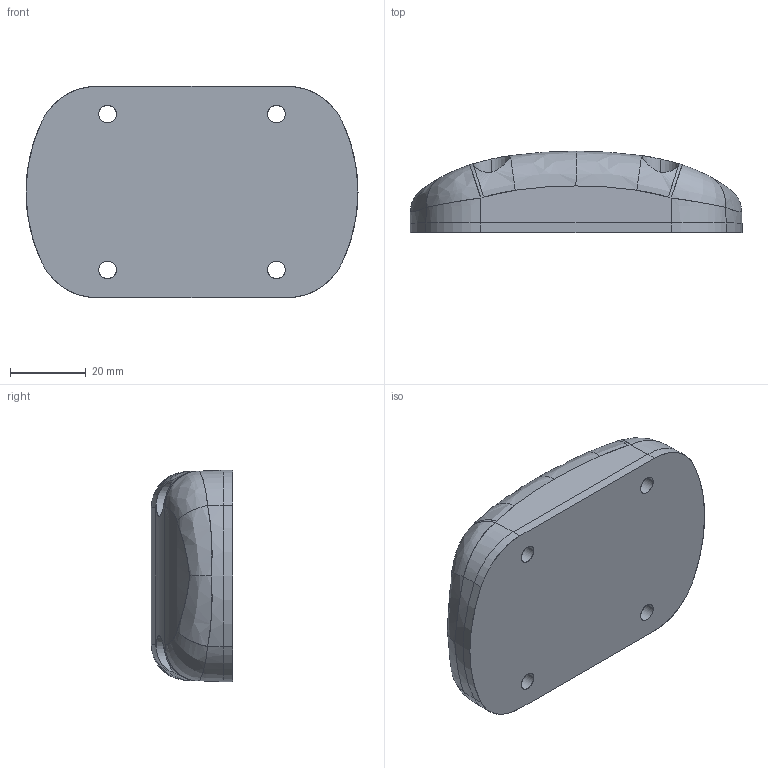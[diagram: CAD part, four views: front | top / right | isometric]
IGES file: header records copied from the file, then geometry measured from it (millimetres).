
Start section: SolidWorks IGES file using analytic representation for surfaces
Global section: file name: SV-GPS-2020_solid_model.IGS; native system: SolidWorks 2016; preprocessor: SolidWorks 2016; author: dweber; date: 170412.112958; units: inch
Bounding box: 87.38 x 21.46 x 55.63 mm (x, y, z)
Surface area: 13364.3 mm2 (no closed solid volume)
Topology: 0 solids, 0 shells, 71 faces, 854 edges, 854 vertices
Faces by surface type: revolution 42, bspline 29
